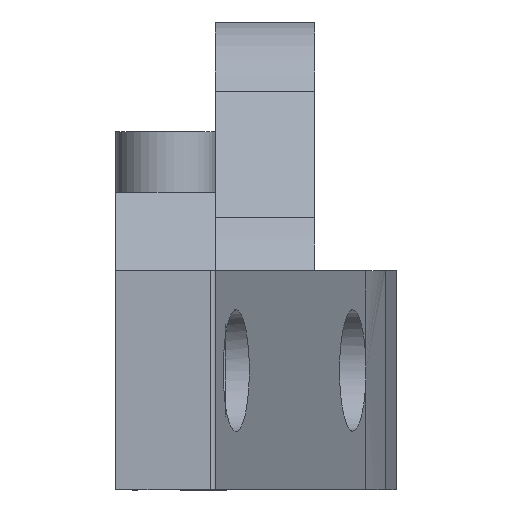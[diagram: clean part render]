
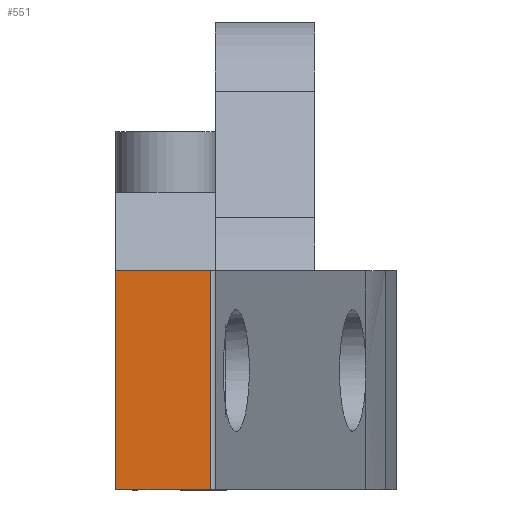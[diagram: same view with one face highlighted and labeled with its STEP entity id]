
A CAD part, front view. The second image highlights one B-rep face of the part: STEP entity #551.
In plain terms, the highlighted planar face has unit normal (0, -1, 0).
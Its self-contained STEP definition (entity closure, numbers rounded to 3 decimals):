
#94 = PLANE('',#95);
#95 = AXIS2_PLACEMENT_3D('',#96,#97,#98);
#96 = CARTESIAN_POINT('',(40.,-86.469,6.05));
#97 = DIRECTION('',(-1.,0.,0.));
#98 = DIRECTION('',(0.,0.,-1.));
#109 = EDGE_CURVE('',#110,#112,#114,.T.);
#110 = VERTEX_POINT('',#111);
#111 = CARTESIAN_POINT('',(40.,-106.,0.));
#112 = VERTEX_POINT('',#113);
#113 = CARTESIAN_POINT('',(40.,-106.,11.));
#114 = SURFACE_CURVE('',#115,(#119,#126),.PCURVE_S1.);
#115 = LINE('',#116,#117);
#116 = CARTESIAN_POINT('',(40.,-106.,0.));
#117 = VECTOR('',#118,1.);
#118 = DIRECTION('',(0.,0.,1.));
#119 = PCURVE('',#94,#120);
#120 = DEFINITIONAL_REPRESENTATION('',(#121),#125);
#121 = LINE('',#122,#123);
#122 = CARTESIAN_POINT('',(6.05,19.531));
#123 = VECTOR('',#124,1.);
#124 = DIRECTION('',(-1.,0.));
#125 = ( GEOMETRIC_REPRESENTATION_CONTEXT(2) 
PARAMETRIC_REPRESENTATION_CONTEXT() REPRESENTATION_CONTEXT('2D SPACE',''
  ) );
#126 = PCURVE('',#127,#132);
#127 = PLANE('',#128);
#128 = AXIS2_PLACEMENT_3D('',#129,#130,#131);
#129 = CARTESIAN_POINT('',(40.,-106.,0.));
#130 = DIRECTION('',(0.,1.,0.));
#131 = DIRECTION('',(1.,0.,0.));
#132 = DEFINITIONAL_REPRESENTATION('',(#133),#137);
#133 = LINE('',#134,#135);
#134 = CARTESIAN_POINT('',(0.,0.));
#135 = VECTOR('',#136,1.);
#136 = DIRECTION('',(0.,-1.));
#137 = ( GEOMETRIC_REPRESENTATION_CONTEXT(2) 
PARAMETRIC_REPRESENTATION_CONTEXT() REPRESENTATION_CONTEXT('2D SPACE',''
  ) );
#155 = PLANE('',#156);
#156 = AXIS2_PLACEMENT_3D('',#157,#158,#159);
#157 = CARTESIAN_POINT('',(45.911,-75.764,11.));
#158 = DIRECTION('',(0.,0.,1.));
#159 = DIRECTION('',(1.,0.,0.));
#372 = PLANE('',#373);
#373 = AXIS2_PLACEMENT_3D('',#374,#375,#376);
#374 = CARTESIAN_POINT('',(46.271,-43.756,0.));
#375 = DIRECTION('',(0.,0.,1.));
#376 = DIRECTION('',(1.,0.,0.));
#551 = ADVANCED_FACE('',(#552),#127,.F.);
#552 = FACE_BOUND('',#553,.F.);
#553 = EDGE_LOOP('',(#554,#555,#578,#606));
#554 = ORIENTED_EDGE('',*,*,#109,.T.);
#555 = ORIENTED_EDGE('',*,*,#556,.T.);
#556 = EDGE_CURVE('',#112,#557,#559,.T.);
#557 = VERTEX_POINT('',#558);
#558 = CARTESIAN_POINT('',(44.756,-106.,11.));
#559 = SURFACE_CURVE('',#560,(#564,#571),.PCURVE_S1.);
#560 = LINE('',#561,#562);
#561 = CARTESIAN_POINT('',(40.,-106.,11.));
#562 = VECTOR('',#563,1.);
#563 = DIRECTION('',(1.,0.,0.));
#564 = PCURVE('',#127,#565);
#565 = DEFINITIONAL_REPRESENTATION('',(#566),#570);
#566 = LINE('',#567,#568);
#567 = CARTESIAN_POINT('',(0.,-11.));
#568 = VECTOR('',#569,1.);
#569 = DIRECTION('',(1.,0.));
#570 = ( GEOMETRIC_REPRESENTATION_CONTEXT(2) 
PARAMETRIC_REPRESENTATION_CONTEXT() REPRESENTATION_CONTEXT('2D SPACE',''
  ) );
#571 = PCURVE('',#155,#572);
#572 = DEFINITIONAL_REPRESENTATION('',(#573),#577);
#573 = LINE('',#574,#575);
#574 = CARTESIAN_POINT('',(-5.911,-30.236));
#575 = VECTOR('',#576,1.);
#576 = DIRECTION('',(1.,0.));
#577 = ( GEOMETRIC_REPRESENTATION_CONTEXT(2) 
PARAMETRIC_REPRESENTATION_CONTEXT() REPRESENTATION_CONTEXT('2D SPACE',''
  ) );
#578 = ORIENTED_EDGE('',*,*,#579,.F.);
#579 = EDGE_CURVE('',#580,#557,#582,.T.);
#580 = VERTEX_POINT('',#581);
#581 = CARTESIAN_POINT('',(44.756,-106.,0.));
#582 = SURFACE_CURVE('',#583,(#587,#594),.PCURVE_S1.);
#583 = LINE('',#584,#585);
#584 = CARTESIAN_POINT('',(44.756,-106.,0.));
#585 = VECTOR('',#586,1.);
#586 = DIRECTION('',(0.,0.,1.));
#587 = PCURVE('',#127,#588);
#588 = DEFINITIONAL_REPRESENTATION('',(#589),#593);
#589 = LINE('',#590,#591);
#590 = CARTESIAN_POINT('',(4.756,0.));
#591 = VECTOR('',#592,1.);
#592 = DIRECTION('',(0.,-1.));
#593 = ( GEOMETRIC_REPRESENTATION_CONTEXT(2) 
PARAMETRIC_REPRESENTATION_CONTEXT() REPRESENTATION_CONTEXT('2D SPACE',''
  ) );
#594 = PCURVE('',#595,#600);
#595 = CYLINDRICAL_SURFACE('',#596,0.25);
#596 = AXIS2_PLACEMENT_3D('',#597,#598,#599);
#597 = CARTESIAN_POINT('',(44.756,-105.75,0.));
#598 = DIRECTION('',(-0.,-0.,-1.));
#599 = DIRECTION('',(1.,0.,0.));
#600 = DEFINITIONAL_REPRESENTATION('',(#601),#605);
#601 = LINE('',#602,#603);
#602 = CARTESIAN_POINT('',(-4.712,0.));
#603 = VECTOR('',#604,1.);
#604 = DIRECTION('',(-0.,-1.));
#605 = ( GEOMETRIC_REPRESENTATION_CONTEXT(2) 
PARAMETRIC_REPRESENTATION_CONTEXT() REPRESENTATION_CONTEXT('2D SPACE',''
  ) );
#606 = ORIENTED_EDGE('',*,*,#607,.F.);
#607 = EDGE_CURVE('',#110,#580,#608,.T.);
#608 = SURFACE_CURVE('',#609,(#613,#620),.PCURVE_S1.);
#609 = LINE('',#610,#611);
#610 = CARTESIAN_POINT('',(40.,-106.,0.));
#611 = VECTOR('',#612,1.);
#612 = DIRECTION('',(1.,0.,0.));
#613 = PCURVE('',#127,#614);
#614 = DEFINITIONAL_REPRESENTATION('',(#615),#619);
#615 = LINE('',#616,#617);
#616 = CARTESIAN_POINT('',(0.,0.));
#617 = VECTOR('',#618,1.);
#618 = DIRECTION('',(1.,0.));
#619 = ( GEOMETRIC_REPRESENTATION_CONTEXT(2) 
PARAMETRIC_REPRESENTATION_CONTEXT() REPRESENTATION_CONTEXT('2D SPACE',''
  ) );
#620 = PCURVE('',#372,#621);
#621 = DEFINITIONAL_REPRESENTATION('',(#622),#626);
#622 = LINE('',#623,#624);
#623 = CARTESIAN_POINT('',(-6.271,-62.244));
#624 = VECTOR('',#625,1.);
#625 = DIRECTION('',(1.,0.));
#626 = ( GEOMETRIC_REPRESENTATION_CONTEXT(2) 
PARAMETRIC_REPRESENTATION_CONTEXT() REPRESENTATION_CONTEXT('2D SPACE',''
  ) );
